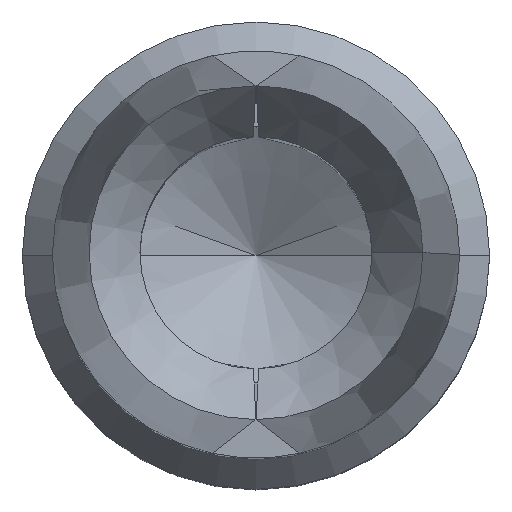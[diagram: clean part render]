
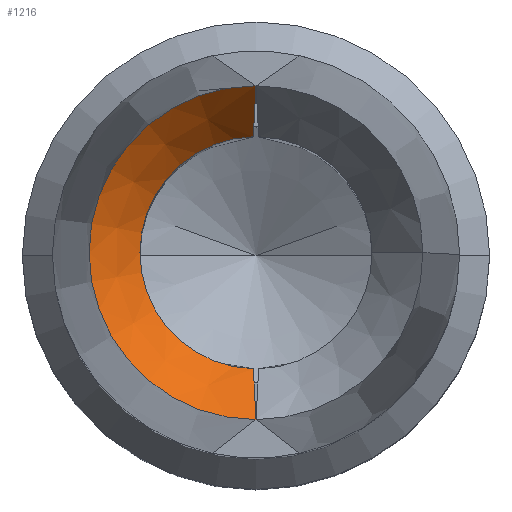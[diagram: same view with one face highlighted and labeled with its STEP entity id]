
A CAD part, top view. The second image highlights one B-rep face of the part: STEP entity #1216.
In plain terms, the highlighted conical face has half-angle 37.306 degrees and reference radius 0.636 mm.
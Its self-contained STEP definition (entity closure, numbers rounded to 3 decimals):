
#287=CARTESIAN_POINT('',(0.,0.75,
7.332));
#295=CARTESIAN_POINT('',(0.,-0.75,
7.332));
#419=CARTESIAN_POINT('',(0.,0.,7.032));
#420=DIRECTION('',(0.,0.,-1.));
#421=DIRECTION('',(-0.023,-1.,0.));
#422=AXIS2_PLACEMENT_3D('',#419,#420,#421);
#472=CARTESIAN_POINT('',(0.,0.,7.332));
#473=DIRECTION('',(0.,0.,-1.));
#474=DIRECTION('',(0.,-1.,0.));
#475=AXIS2_PLACEMENT_3D('',#472,#473,#474);
#477=CARTESIAN_POINT('',(0.,0.75,
7.332));
#478=CARTESIAN_POINT('',(-0.001,0.724,
7.298));
#479=CARTESIAN_POINT('',(-0.004,0.672,
7.23));
#480=CARTESIAN_POINT('',(-0.008,0.596,
7.13));
#481=CARTESIAN_POINT('',(-0.011,0.546,
7.065));
#482=CARTESIAN_POINT('',(-0.012,0.521,
7.032));
#484=CARTESIAN_POINT('',(-0.012,-0.521,
7.032));
#485=CARTESIAN_POINT('',(-0.011,-0.546,
7.064));
#486=CARTESIAN_POINT('',(-0.008,-0.596,
7.13));
#487=CARTESIAN_POINT('',(-0.004,-0.672,
7.23));
#488=CARTESIAN_POINT('',(-0.001,-0.724,
7.298));
#489=CARTESIAN_POINT('',(0.,-0.75,
7.332));
#579=VERTEX_POINT('',#295);
#581=VERTEX_POINT('',#484);
#601=VERTEX_POINT('',#287);
#603=VERTEX_POINT('',#482);
#1205=CARTESIAN_POINT('',(0.,0.,7.182));
#1206=DIRECTION('',(0.,0.,1.));
#1207=DIRECTION('',(-1.,0.,0.));
#1208=AXIS2_PLACEMENT_3D('',#1205,#1206,#1207);
#1209=CONICAL_SURFACE('',#1208,0.636,37.306);
#1210=ORIENTED_EDGE('',*,*,#986,.T.);
#1211=ORIENTED_EDGE('',*,*,#966,.T.);
#1212=ORIENTED_EDGE('',*,*,#1182,.F.);
#1213=ORIENTED_EDGE('',*,*,#946,.T.);
#1214=EDGE_LOOP('',(#1210,#1211,#1212,#1213));
#1215=FACE_OUTER_BOUND('',#1214,.F.);
#1216=ADVANCED_FACE('',(#1215),#1209,.F.);
#423=CIRCLE('',#422,0.521);
#476=CIRCLE('',#475,0.75);
#483=B_SPLINE_CURVE_WITH_KNOTS('',3,(#477,#478,#479,#480,#481,#482),
.UNSPECIFIED.,.F.,.F.,(4,1,1,4),(0.,0.333,0.667,1.),
.UNSPECIFIED.);
#490=B_SPLINE_CURVE_WITH_KNOTS('',3,(#484,#485,#486,#487,#488,#489),
.UNSPECIFIED.,.F.,.F.,(4,1,1,4),(0.,0.333,0.667,1.),
.UNSPECIFIED.);
#946=EDGE_CURVE('',#581,#579,#490,.T.);
#966=EDGE_CURVE('',#601,#603,#483,.T.);
#986=EDGE_CURVE('',#579,#601,#476,.T.);
#1182=EDGE_CURVE('',#581,#603,#423,.T.);
